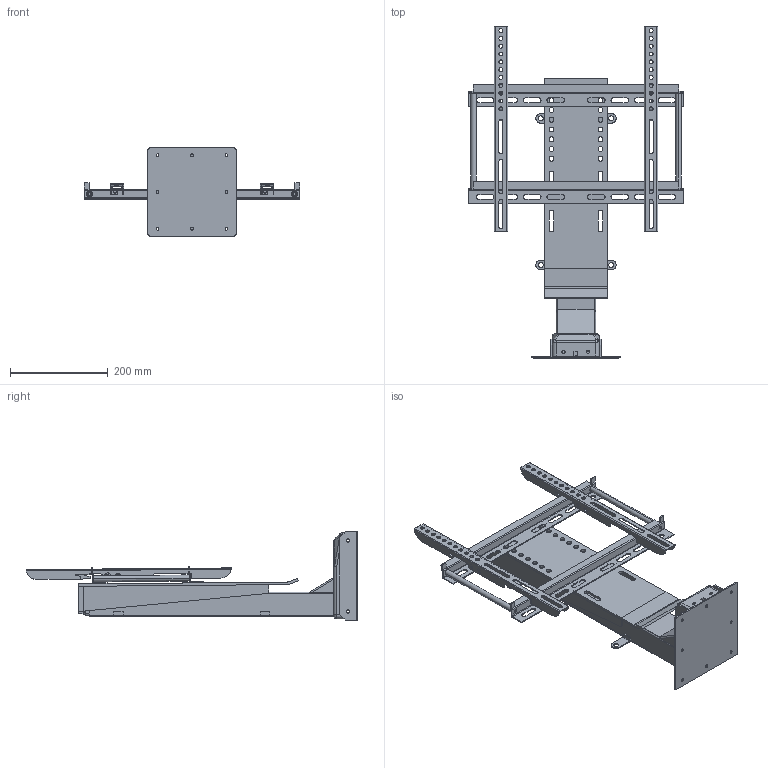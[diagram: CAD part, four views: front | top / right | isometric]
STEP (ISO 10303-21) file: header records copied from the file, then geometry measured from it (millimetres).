
FILE_DESCRIPTION (( 'STEP AP214' ), '1' );
FILE_NAME ('TY-01-25.STEP', '2019-12-13T20:38:33', ( '' ), ( '' ), 'SwSTEP 2.0', 'SolidWorks 2018', '' );
FILE_SCHEMA (( 'AUTOMOTIVE_DESIGN' ));
Length unit declared in the file: inch
Products named in the file (1): TY-01-25
Bounding box: 441 x 678.54 x 180 mm (x, y, z)
Volume: 1518992.1 mm3; surface area: 1360855.8 mm2
Topology: 17 solids, 17 shells, 1736 faces, 4774 edges, 3072 vertices
Faces by surface type: cylinder 802, plane 704, bspline 202, cone 16, sphere 12
Entity records: 92599 total; most frequent: CARTESIAN_POINT 27334, ORIENTED_EDGE 9544, DIRECTION 7873, EDGE_CURVE 4772, VERTEX_POINT 3072, AXIS2_PLACEMENT_3D 2639, LINE 2595, VECTOR 2595
